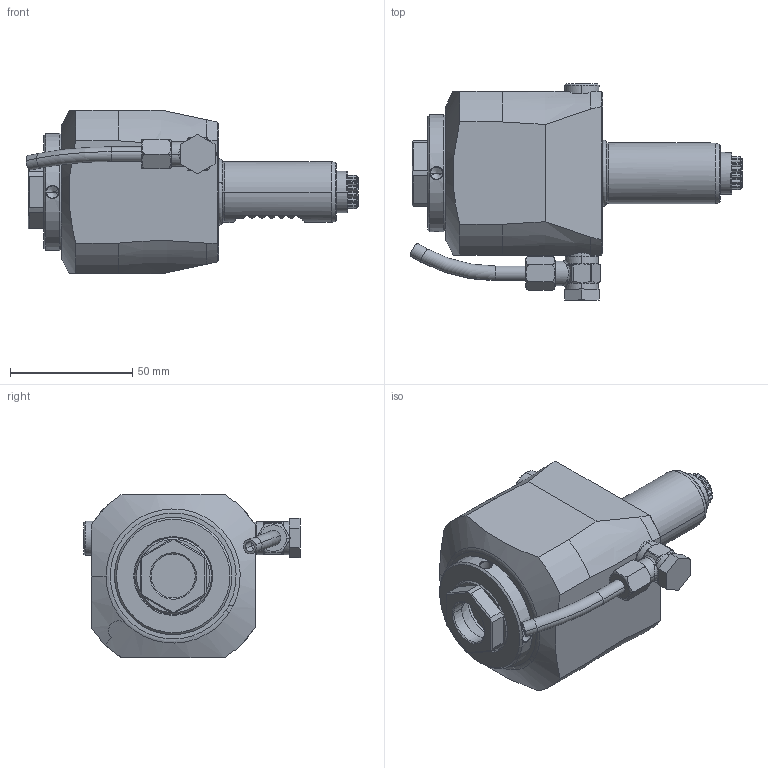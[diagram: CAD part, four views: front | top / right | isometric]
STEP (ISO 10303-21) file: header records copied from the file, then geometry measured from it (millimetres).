
FILE_DESCRIPTION((''),'2;1');
FILE_NAME('NGT1_25_135_25_1HD','2024-12-20T',('vali'),('NOVA GRUP'),'PRO/ENGINEER BY PARAMETRIC TECHNOLOGY CORPORATION, 2010280','PRO/ENGINEER BY PARAMETRIC TECHNOLOGY CORPORATION, 2010280','');
FILE_SCHEMA(('CONFIG_CONTROL_DESIGN'));
Length unit declared in the file: millimetre
Products named in the file (1): NGT1_25_135_25_1HD
Bounding box: 135.83 x 88.4 x 67 mm (x, y, z)
Volume: 301572.2 mm3; surface area: 34974.3 mm2
Topology: 1 solids, 2 shells, 429 faces, 1118 edges, 705 vertices
Faces by surface type: cylinder 161, plane 124, cone 73, torus 39, bspline 32
Entity records: 18562 total; most frequent: CARTESIAN_POINT 8569, ORIENTED_EDGE 2220, DIRECTION 1913, EDGE_CURVE 1110, AXIS2_PLACEMENT_3D 772, VERTEX_POINT 705, EDGE_LOOP 455, FACE_OUTER_BOUND 429
